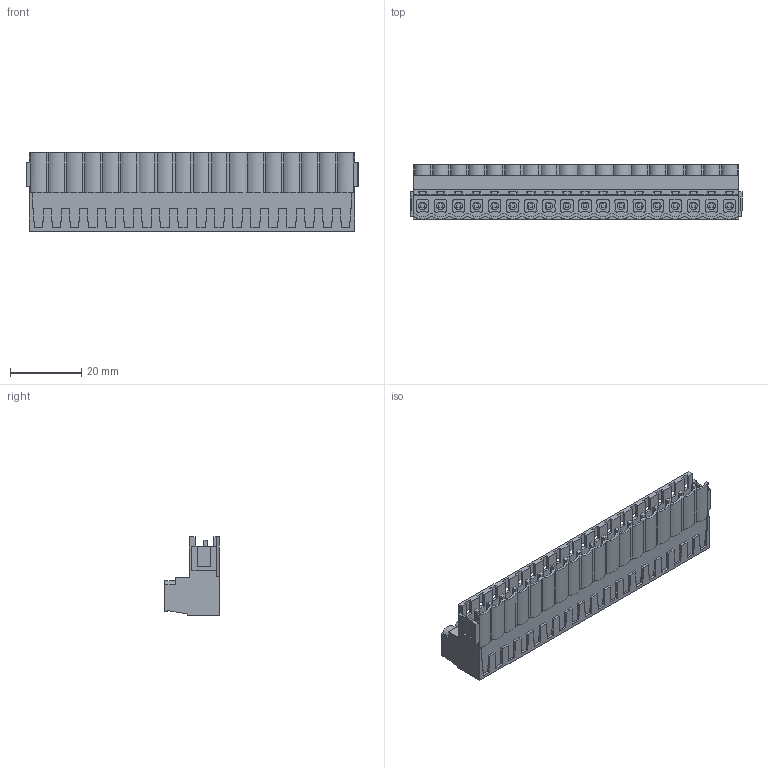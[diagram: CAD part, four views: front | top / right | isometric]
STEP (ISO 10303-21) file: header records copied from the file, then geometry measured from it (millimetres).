
FILE_DESCRIPTION(('CATIA V5 STEP Exchange','CAx-IF Rec.Pracs.--- Model Styling and Organization---1.4--- 2014-01-23'),'2;1');
FILE_NAME ('D1454260_1_1645390000_1645390000.stp','2022-08-02T13:30:07+00:00',('none'),('Weidmueller'),'CATIA Version 5-6 Release 2016 SP3 HF44','CATIA V5 STEP AP214','none');
FILE_SCHEMA(('AUTOMOTIVE_DESIGN { 1 0 10303 214 1 1 1 1 }'));
Length unit declared in the file: millimetre
Products named in the file (1): 1645390000
Bounding box: 93.4 x 15.3 x 22.05 mm (x, y, z)
Volume: 15657.8 mm3; surface area: 13346.2 mm2
Topology: 37 solids, 37 shells, 1255 faces, 3266 edges, 2157 vertices
Faces by surface type: plane 949, cylinder 234, extrusion 72
Entity records: 37174 total; most frequent: CARTESIAN_POINT 8881, ORIENTED_EDGE 6532, DIRECTION 4402, EDGE_CURVE 3266, VECTOR 2652, LINE 2580, VERTEX_POINT 2157, EDGE_LOOP 1363
